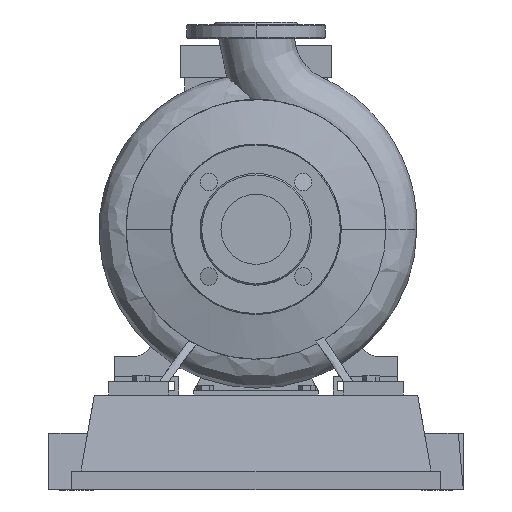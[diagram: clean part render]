
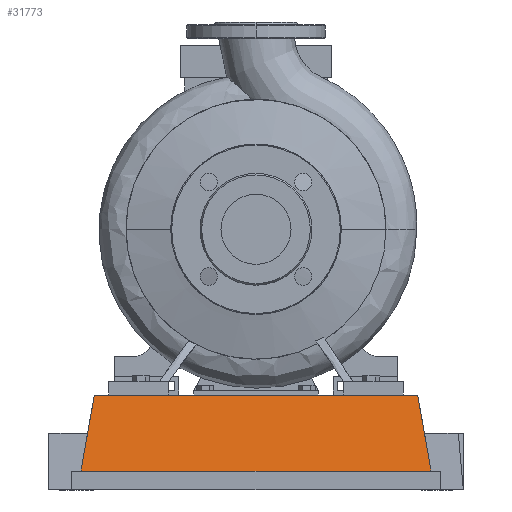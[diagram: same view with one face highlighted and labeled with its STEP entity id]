
A CAD part, left-side view. The second image highlights one B-rep face of the part: STEP entity #31773.
In plain terms, the highlighted planar face has unit normal (-0.985, 0, 0.174).
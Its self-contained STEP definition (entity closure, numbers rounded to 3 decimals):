
#29658=CARTESIAN_POINT('',(-77.5,-190.,20.6));
#29659=VERTEX_POINT('',#29658);
#29666=CARTESIAN_POINT('',(-77.5,190.0,20.6));
#29667=VERTEX_POINT('',#29666);
#29668=CARTESIAN_POINT('',(-77.5,-190.,20.6));
#29669=DIRECTION('',(0.0,1.0,0.0));
#29670=VECTOR('',#29669,380.0);
#29671=LINE('',#29668,#29670);
#29672=EDGE_CURVE('',#29659,#29667,#29671,.T.);
#31507=CARTESIAN_POINT('',(-62.971,-175.471,103.0));
#31508=VERTEX_POINT('',#31507);
#31515=CARTESIAN_POINT('',(-77.5,-190.,20.6));
#31516=DIRECTION('',(0.171,0.171,0.97));
#31517=VECTOR('',#31516,84.923);
#31518=LINE('',#31515,#31517);
#31519=EDGE_CURVE('',#29659,#31508,#31518,.T.);
#31750=CARTESIAN_POINT('',(-77.5,-190.,20.6));
#31751=DIRECTION('',(-0.985,0.,0.174));
#31752=DIRECTION('',(0.0,-1.0,0.0));
#31753=AXIS2_PLACEMENT_3D('',#31750,#31751,#31752);
#31754=PLANE('',#31753);
#31755=CARTESIAN_POINT('',(-62.971,175.471,103.0));
#31756=VERTEX_POINT('',#31755);
#31757=CARTESIAN_POINT('',(-62.971,-175.471,103.0));
#31758=DIRECTION('',(0.0,1.0,0.0));
#31759=VECTOR('',#31758,350.941);
#31760=LINE('',#31757,#31759);
#31761=EDGE_CURVE('',#31508,#31756,#31760,.T.);
#31762=ORIENTED_EDGE('',*,*,#31761,.T.);
#31763=CARTESIAN_POINT('',(-77.5,190.0,20.6));
#31764=DIRECTION('',(0.171,-0.171,0.97));
#31765=VECTOR('',#31764,84.923);
#31766=LINE('',#31763,#31765);
#31767=EDGE_CURVE('',#29667,#31756,#31766,.T.);
#31768=ORIENTED_EDGE('',*,*,#31767,.F.);
#31769=ORIENTED_EDGE('',*,*,#29672,.F.);
#31770=ORIENTED_EDGE('',*,*,#31519,.T.);
#31771=EDGE_LOOP('',(#31762,#31768,#31769,#31770));
#31772=FACE_OUTER_BOUND('',#31771,.T.);
#31773=ADVANCED_FACE('',(#31772),#31754,.T.);
